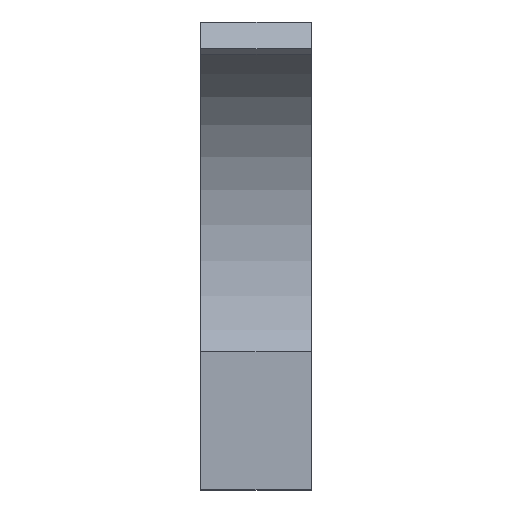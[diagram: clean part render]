
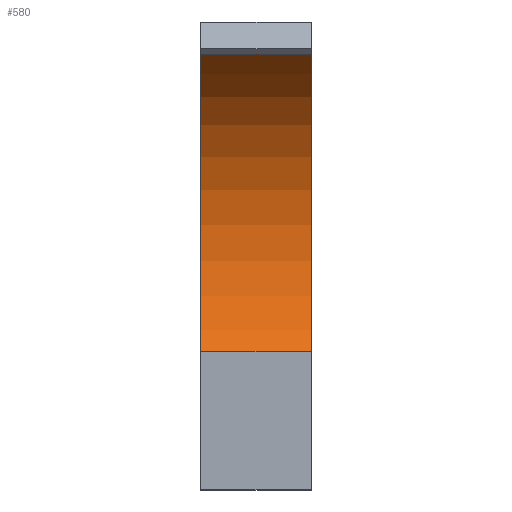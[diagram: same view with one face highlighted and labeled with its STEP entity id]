
A CAD part, front view. The second image highlights one B-rep face of the part: STEP entity #580.
In plain terms, the highlighted cylindrical face has radius 93.3 mm (diameter 186.6 mm), a partial arc.
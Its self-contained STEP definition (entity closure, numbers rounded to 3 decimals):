
#2 = CIRCLE ( 'NONE', #27, 93.3 ) ;
#27 = AXIS2_PLACEMENT_3D ( 'NONE', #348, #757, #241 ) ;
#29 = VERTEX_POINT ( 'NONE', #342 ) ;
#81 = EDGE_CURVE ( 'NONE', #463, #422, #2, .T. ) ;
#106 = AXIS2_PLACEMENT_3D ( 'NONE', #612, #396, #618 ) ;
#139 = ORIENTED_EDGE ( 'NONE', *, *, #81, .T. ) ;
#154 = FACE_OUTER_BOUND ( 'NONE', #602, .T. ) ;
#164 = VECTOR ( 'NONE', #391, 1000. ) ;
#192 = AXIS2_PLACEMENT_3D ( 'NONE', #681, #678, #218 ) ;
#197 = CARTESIAN_POINT ( 'NONE',  ( -24., 5., 6.6 ) ) ;
#218 = DIRECTION ( 'NONE',  ( 0., 0., 1. ) ) ;
#241 = DIRECTION ( 'NONE',  ( 0., 0., -1. ) ) ;
#271 = ORIENTED_EDGE ( 'NONE', *, *, #601, .F. ) ;
#325 = VECTOR ( 'NONE', #735, 1000. ) ;
#342 = CARTESIAN_POINT ( 'NONE',  ( 24., 48.586, 182.393 ) ) ;
#348 = CARTESIAN_POINT ( 'NONE',  ( -24., 5., 99.9 ) ) ;
#391 = DIRECTION ( 'NONE',  ( -1., 0., 0. ) ) ;
#396 = DIRECTION ( 'NONE',  ( -1., 0., 0. ) ) ;
#422 = VERTEX_POINT ( 'NONE', #197 ) ;
#446 = LINE ( 'NONE', #675, #164 ) ;
#450 = CARTESIAN_POINT ( 'NONE',  ( 24., 5., 6.6 ) ) ;
#463 = VERTEX_POINT ( 'NONE', #659 ) ;
#526 = LINE ( 'NONE', #685, #325 ) ;
#547 = ORIENTED_EDGE ( 'NONE', *, *, #649, .T. ) ;
#576 = EDGE_CURVE ( 'NONE', #29, #610, #700, .T. ) ;
#580 = ADVANCED_FACE ( 'NONE', ( #154 ), #663, .F. ) ;
#601 = EDGE_CURVE ( 'NONE', #610, #422, #446, .T. ) ;
#602 = EDGE_LOOP ( 'NONE', ( #139, #271, #660, #547 ) ) ;
#610 = VERTEX_POINT ( 'NONE', #450 ) ;
#612 = CARTESIAN_POINT ( 'NONE',  ( 24., 5., 99.9 ) ) ;
#618 = DIRECTION ( 'NONE',  ( 0., 0., -1. ) ) ;
#649 = EDGE_CURVE ( 'NONE', #29, #463, #526, .T. ) ;
#659 = CARTESIAN_POINT ( 'NONE',  ( -24., 48.586, 182.393 ) ) ;
#660 = ORIENTED_EDGE ( 'NONE', *, *, #576, .F. ) ;
#663 = CYLINDRICAL_SURFACE ( 'NONE', #192, 93.3 ) ;
#675 = CARTESIAN_POINT ( 'NONE',  ( 24., 5., 6.6 ) ) ;
#678 = DIRECTION ( 'NONE',  ( -1., 0., 0. ) ) ;
#681 = CARTESIAN_POINT ( 'NONE',  ( 24., 5., 99.9 ) ) ;
#685 = CARTESIAN_POINT ( 'NONE',  ( 24., 48.586, 182.393 ) ) ;
#700 = CIRCLE ( 'NONE', #106, 93.3 ) ;
#735 = DIRECTION ( 'NONE',  ( -1., 0., 0. ) ) ;
#757 = DIRECTION ( 'NONE',  ( -1., 0., 0. ) ) ;
